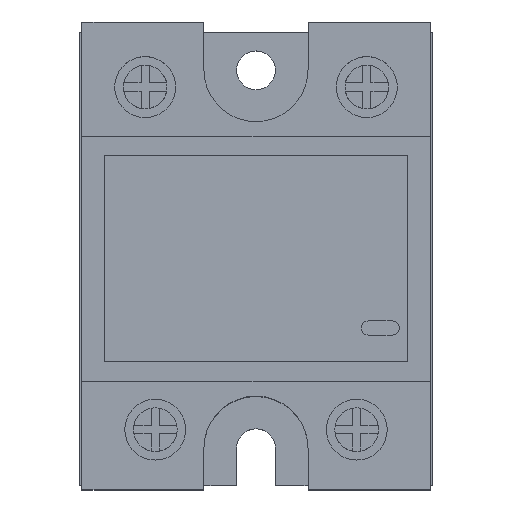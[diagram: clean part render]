
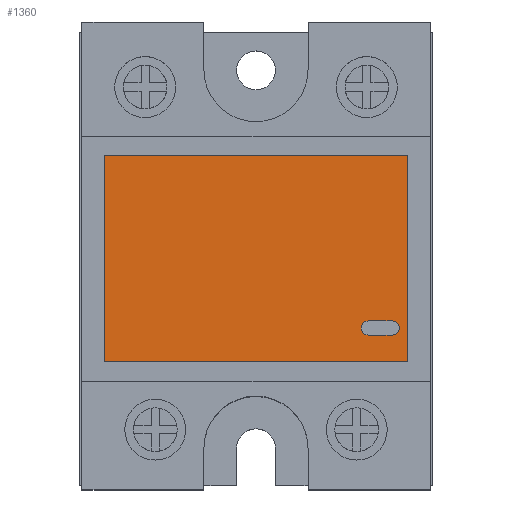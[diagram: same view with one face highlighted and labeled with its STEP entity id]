
A CAD part, top view. The second image highlights one B-rep face of the part: STEP entity #1360.
In plain terms, the highlighted planar face has unit normal (0, 0, 1).
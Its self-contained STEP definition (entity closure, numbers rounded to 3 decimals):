
#399=DIRECTION('',(1.,0.,0.));
#400=VECTOR('',#399,38.281);
#401=CARTESIAN_POINT('',(3.085,16.116,29.23));
#402=LINE('',#401,#400);
#403=DIRECTION('',(0.,-1.,0.));
#404=VECTOR('',#403,25.979);
#405=CARTESIAN_POINT('',(3.085,42.095,29.23));
#406=LINE('',#405,#404);
#407=DIRECTION('',(-1.,0.,0.));
#408=VECTOR('',#407,38.281);
#409=CARTESIAN_POINT('',(41.365,42.095,29.23));
#410=LINE('',#409,#408);
#411=DIRECTION('',(0.,1.,0.));
#412=VECTOR('',#411,25.979);
#413=CARTESIAN_POINT('',(41.365,16.116,29.23));
#414=LINE('',#413,#412);
#415=CARTESIAN_POINT('',(36.373,20.388,29.23));
#416=DIRECTION('',(0.,0.,1.));
#417=DIRECTION('',(0.,1.,0.));
#418=AXIS2_PLACEMENT_3D('',#415,#416,#417);
#420=DIRECTION('',(1.,0.,0.));
#421=VECTOR('',#420,3.023);
#422=CARTESIAN_POINT('',(36.373,19.499,29.23));
#423=LINE('',#422,#421);
#424=CARTESIAN_POINT('',(39.395,20.388,29.23));
#425=DIRECTION('',(0.,0.,1.));
#426=DIRECTION('',(0.,-1.,0.));
#427=AXIS2_PLACEMENT_3D('',#424,#425,#426);
#429=DIRECTION('',(-1.,0.,0.));
#430=VECTOR('',#429,3.023);
#431=CARTESIAN_POINT('',(39.395,21.277,29.23));
#432=LINE('',#431,#430);
#778=CARTESIAN_POINT('',(3.085,16.116,29.23));
#779=CARTESIAN_POINT('',(41.365,16.116,29.23));
#780=VERTEX_POINT('',#778);
#781=VERTEX_POINT('',#779);
#782=CARTESIAN_POINT('',(41.365,42.095,29.23));
#783=VERTEX_POINT('',#782);
#784=CARTESIAN_POINT('',(3.085,42.095,29.23));
#785=VERTEX_POINT('',#784);
#802=CARTESIAN_POINT('',(36.373,21.277,29.23));
#803=CARTESIAN_POINT('',(36.373,19.499,29.23));
#804=VERTEX_POINT('',#802);
#805=VERTEX_POINT('',#803);
#806=CARTESIAN_POINT('',(39.395,19.499,29.23));
#807=VERTEX_POINT('',#806);
#808=CARTESIAN_POINT('',(39.395,21.277,29.23));
#809=VERTEX_POINT('',#808);
#1339=CARTESIAN_POINT('',(0.,0.,29.23));
#1340=DIRECTION('',(0.,0.,1.));
#1341=DIRECTION('',(1.,0.,0.));
#1342=AXIS2_PLACEMENT_3D('',#1339,#1340,#1341);
#1343=PLANE('',#1342);
#1344=ORIENTED_EDGE('',*,*,#1291,.F.);
#1345=ORIENTED_EDGE('',*,*,#1306,.F.);
#1346=ORIENTED_EDGE('',*,*,#1320,.F.);
#1347=ORIENTED_EDGE('',*,*,#1333,.F.);
#1348=EDGE_LOOP('',(#1344,#1345,#1346,#1347));
#1349=FACE_OUTER_BOUND('',#1348,.F.);
#1351=ORIENTED_EDGE('',*,*,#1350,.T.);
#1353=ORIENTED_EDGE('',*,*,#1352,.T.);
#1355=ORIENTED_EDGE('',*,*,#1354,.T.);
#1357=ORIENTED_EDGE('',*,*,#1356,.T.);
#1358=EDGE_LOOP('',(#1351,#1353,#1355,#1357));
#1359=FACE_BOUND('',#1358,.F.);
#419=CIRCLE('',#418,0.889);
#428=CIRCLE('',#427,0.889);
#1291=EDGE_CURVE('',#780,#781,#402,.T.);
#1306=EDGE_CURVE('',#785,#780,#406,.T.);
#1320=EDGE_CURVE('',#783,#785,#410,.T.);
#1333=EDGE_CURVE('',#781,#783,#414,.T.);
#1350=EDGE_CURVE('',#804,#805,#419,.T.);
#1352=EDGE_CURVE('',#805,#807,#423,.T.);
#1354=EDGE_CURVE('',#807,#809,#428,.T.);
#1356=EDGE_CURVE('',#809,#804,#432,.T.);
#1360=ADVANCED_FACE('',(#1349,#1359),#1343,.T.);
